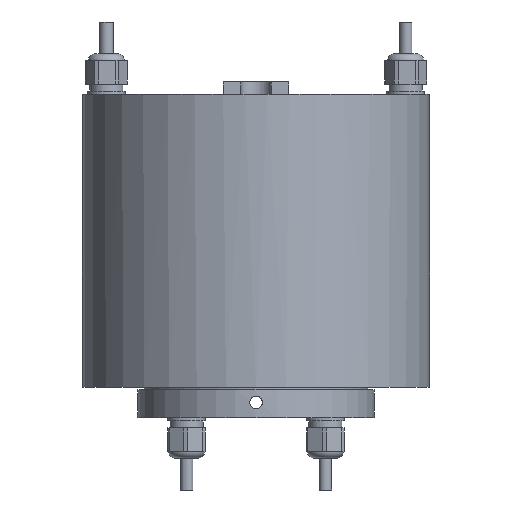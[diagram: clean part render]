
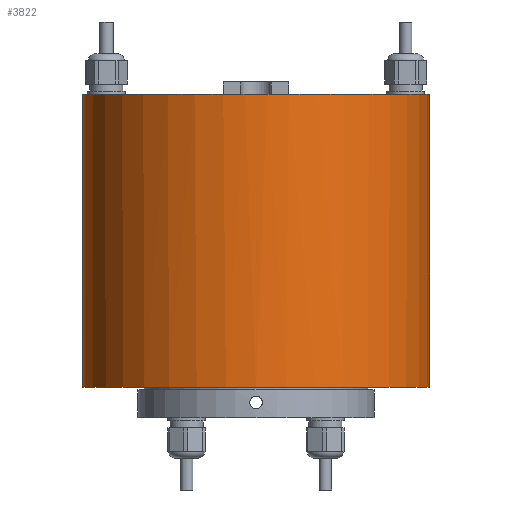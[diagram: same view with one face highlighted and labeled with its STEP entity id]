
A CAD part, front view. The second image highlights one B-rep face of the part: STEP entity #3822.
In plain terms, the highlighted cylindrical face has radius 69 mm (diameter 138 mm), a partial arc.
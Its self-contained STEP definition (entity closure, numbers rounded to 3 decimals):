
#52 = DIRECTION ( 'NONE',  ( -1., 0., 0. ) ) ;
#108 = AXIS2_PLACEMENT_3D ( 'NONE', #822, #3883, #1255 ) ;
#203 = ORIENTED_EDGE ( 'NONE', *, *, #2924, .T. ) ;
#253 = VERTEX_POINT ( 'NONE', #1233 ) ;
#281 = LINE ( 'NONE', #1447, #4810 ) ;
#432 = AXIS2_PLACEMENT_3D ( 'NONE', #3196, #567, #3625 ) ;
#465 = CARTESIAN_POINT ( 'NONE',  ( 69., 0., 128.4 ) ) ;
#534 = CARTESIAN_POINT ( 'NONE',  ( 69., 0., 128.4 ) ) ;
#567 = DIRECTION ( 'NONE',  ( 0., 0., 1. ) ) ;
#796 = CYLINDRICAL_SURFACE ( 'NONE', #4606, 69. ) ;
#802 = DIRECTION ( 'NONE',  ( 0., 0., 1. ) ) ;
#822 = CARTESIAN_POINT ( 'NONE',  ( 0., 0., 128.4 ) ) ;
#1106 = CIRCLE ( 'NONE', #108, 69. ) ;
#1233 = CARTESIAN_POINT ( 'NONE',  ( 13., -67.764, 128.4 ) ) ;
#1255 = DIRECTION ( 'NONE',  ( 1., 0., 0. ) ) ;
#1447 = CARTESIAN_POINT ( 'NONE',  ( -69., 0., 128.4 ) ) ;
#1620 = LINE ( 'NONE', #465, #3943 ) ;
#1752 = CARTESIAN_POINT ( 'NONE',  ( 0., 0., 128.4 ) ) ;
#1899 = EDGE_LOOP ( 'NONE', ( #4186, #3470, #5123, #4662, #203, #4878 ) ) ;
#2194 = DIRECTION ( 'NONE',  ( 1., 0., 0. ) ) ;
#2247 = DIRECTION ( 'NONE',  ( 0., 0., -1. ) ) ;
#2331 = CARTESIAN_POINT ( 'NONE',  ( 69., 0., 12. ) ) ;
#2362 = VERTEX_POINT ( 'NONE', #2331 ) ;
#2611 = EDGE_CURVE ( 'NONE', #4298, #4938, #5042, .T. ) ;
#2913 = VERTEX_POINT ( 'NONE', #534 ) ;
#2924 = EDGE_CURVE ( 'NONE', #4298, #5326, #281, .T. ) ;
#3092 = CARTESIAN_POINT ( 'NONE',  ( -69., 0., 128.4 ) ) ;
#3177 = EDGE_CURVE ( 'NONE', #253, #2913, #3412, .T. ) ;
#3196 = CARTESIAN_POINT ( 'NONE',  ( 0., 0., 12. ) ) ;
#3211 = EDGE_CURVE ( 'NONE', #4938, #253, #1106, .T. ) ;
#3412 = CIRCLE ( 'NONE', #4046, 69. ) ;
#3414 = CARTESIAN_POINT ( 'NONE',  ( 0., 0., 128.4 ) ) ;
#3447 = CIRCLE ( 'NONE', #432, 69. ) ;
#3470 = ORIENTED_EDGE ( 'NONE', *, *, #3177, .F. ) ;
#3512 = DIRECTION ( 'NONE',  ( 0., 0., -1. ) ) ;
#3625 = DIRECTION ( 'NONE',  ( 1., 0., 0. ) ) ;
#3822 = ADVANCED_FACE ( 'NONE', ( #5616 ), #796, .T. ) ;
#3862 = DIRECTION ( 'NONE',  ( 1., 0., 0. ) ) ;
#3883 = DIRECTION ( 'NONE',  ( 0., 0., 1. ) ) ;
#3943 = VECTOR ( 'NONE', #3512, 1000. ) ;
#4046 = AXIS2_PLACEMENT_3D ( 'NONE', #3414, #802, #3862 ) ;
#4186 = ORIENTED_EDGE ( 'NONE', *, *, #4602, .F. ) ;
#4298 = VERTEX_POINT ( 'NONE', #3092 ) ;
#4415 = EDGE_CURVE ( 'NONE', #5326, #2362, #3447, .T. ) ;
#4435 = CARTESIAN_POINT ( 'NONE',  ( 0., 0., 128.4 ) ) ;
#4521 = DIRECTION ( 'NONE',  ( 0., 0., -1. ) ) ;
#4562 = AXIS2_PLACEMENT_3D ( 'NONE', #1752, #4821, #2194 ) ;
#4602 = EDGE_CURVE ( 'NONE', #2913, #2362, #1620, .T. ) ;
#4606 = AXIS2_PLACEMENT_3D ( 'NONE', #4435, #2247, #52 ) ;
#4662 = ORIENTED_EDGE ( 'NONE', *, *, #2611, .F. ) ;
#4810 = VECTOR ( 'NONE', #4521, 1000. ) ;
#4821 = DIRECTION ( 'NONE',  ( 0., 0., 1. ) ) ;
#4863 = CARTESIAN_POINT ( 'NONE',  ( -13., -67.764, 128.4 ) ) ;
#4878 = ORIENTED_EDGE ( 'NONE', *, *, #4415, .T. ) ;
#4938 = VERTEX_POINT ( 'NONE', #4863 ) ;
#5042 = CIRCLE ( 'NONE', #4562, 69. ) ;
#5123 = ORIENTED_EDGE ( 'NONE', *, *, #3211, .F. ) ;
#5326 = VERTEX_POINT ( 'NONE', #5625 ) ;
#5616 = FACE_OUTER_BOUND ( 'NONE', #1899, .T. ) ;
#5625 = CARTESIAN_POINT ( 'NONE',  ( -69., 0., 12. ) ) ;
